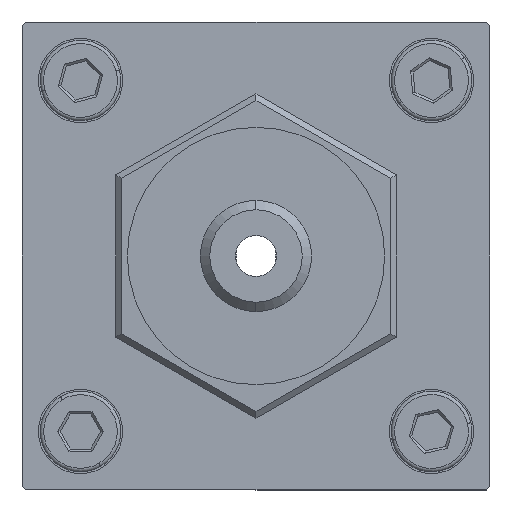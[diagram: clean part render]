
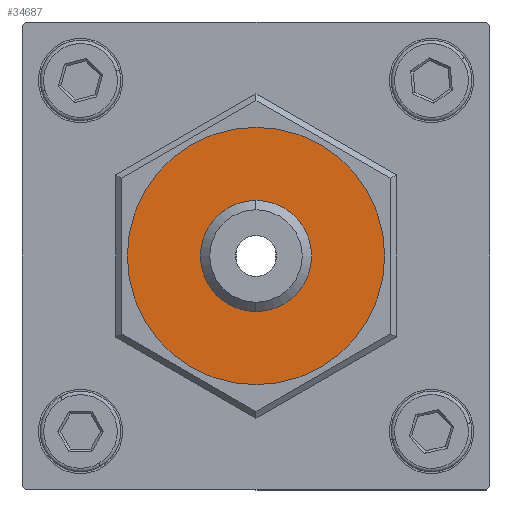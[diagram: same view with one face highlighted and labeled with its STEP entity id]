
A CAD part, front view. The second image highlights one B-rep face of the part: STEP entity #34687.
In plain terms, the highlighted planar face has unit normal (0, -1, 0).
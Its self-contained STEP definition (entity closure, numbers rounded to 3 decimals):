
#53 = FACE_OUTER_BOUND ( 'NONE', #4426, .T. ) ;
#640 = CARTESIAN_POINT ( 'NONE',  ( 0., -12., 11. ) ) ;
#1519 = ORIENTED_EDGE ( 'NONE', *, *, #15024, .F. ) ;
#1971 = EDGE_CURVE ( 'NONE', #8617, #30361, #4224, .T. ) ;
#2086 = DIRECTION ( 'NONE',  ( 0., 0., -1. ) ) ;
#2400 = PLANE ( 'NONE',  #14697 ) ;
#2590 = DIRECTION ( 'NONE',  ( 0., -1., 0. ) ) ;
#4070 = DIRECTION ( 'NONE',  ( 0., -1., 0. ) ) ;
#4224 = CIRCLE ( 'NONE', #12998, 11. ) ;
#4426 = EDGE_LOOP ( 'NONE', ( #27449, #6200 ) ) ;
#4547 = DIRECTION ( 'NONE',  ( 0., -1., 0. ) ) ;
#4753 = CIRCLE ( 'NONE', #27413, 11. ) ;
#6200 = ORIENTED_EDGE ( 'NONE', *, *, #20440, .T. ) ;
#6269 = CIRCLE ( 'NONE', #23680, 4.75 ) ;
#7771 = VERTEX_POINT ( 'NONE', #22658 ) ;
#8180 = CARTESIAN_POINT ( 'NONE',  ( 12., -12., -6.928 ) ) ;
#8617 = VERTEX_POINT ( 'NONE', #27711 ) ;
#9689 = EDGE_CURVE ( 'NONE', #27734, #7771, #17421, .T. ) ;
#10279 = DIRECTION ( 'NONE',  ( 0., 0., -1. ) ) ;
#10486 = AXIS2_PLACEMENT_3D ( 'NONE', #19274, #4547, #20122 ) ;
#12998 = AXIS2_PLACEMENT_3D ( 'NONE', #24048, #4070, #10279 ) ;
#13576 = DIRECTION ( 'NONE',  ( 0., -1., 0. ) ) ;
#14007 = DIRECTION ( 'NONE',  ( 0., 0., -1. ) ) ;
#14643 = EDGE_LOOP ( 'NONE', ( #30887, #1519 ) ) ;
#14697 = AXIS2_PLACEMENT_3D ( 'NONE', #8180, #2590, #18764 ) ;
#15024 = EDGE_CURVE ( 'NONE', #7771, #27734, #6269, .T. ) ;
#16200 = CARTESIAN_POINT ( 'NONE',  ( 0., -12., 4.75 ) ) ;
#17421 = CIRCLE ( 'NONE', #10486, 4.75 ) ;
#18764 = DIRECTION ( 'NONE',  ( 0., 0., -1. ) ) ;
#19274 = CARTESIAN_POINT ( 'NONE',  ( 0., -12., 0. ) ) ;
#20122 = DIRECTION ( 'NONE',  ( 0., 0., -1. ) ) ;
#20440 = EDGE_CURVE ( 'NONE', #30361, #8617, #4753, .T. ) ;
#22193 = FACE_BOUND ( 'NONE', #14643, .T. ) ;
#22658 = CARTESIAN_POINT ( 'NONE',  ( 0., -12., -4.75 ) ) ;
#23680 = AXIS2_PLACEMENT_3D ( 'NONE', #32678, #33198, #14007 ) ;
#24048 = CARTESIAN_POINT ( 'NONE',  ( 0., -12., 0. ) ) ;
#27300 = CARTESIAN_POINT ( 'NONE',  ( 0., -12., 0. ) ) ;
#27413 = AXIS2_PLACEMENT_3D ( 'NONE', #27300, #13576, #2086 ) ;
#27449 = ORIENTED_EDGE ( 'NONE', *, *, #1971, .T. ) ;
#27711 = CARTESIAN_POINT ( 'NONE',  ( 0., -12., -11. ) ) ;
#27734 = VERTEX_POINT ( 'NONE', #16200 ) ;
#30361 = VERTEX_POINT ( 'NONE', #640 ) ;
#30887 = ORIENTED_EDGE ( 'NONE', *, *, #9689, .F. ) ;
#32678 = CARTESIAN_POINT ( 'NONE',  ( 0., -12., 0. ) ) ;
#33198 = DIRECTION ( 'NONE',  ( 0., -1., 0. ) ) ;
#34687 = ADVANCED_FACE ( 'NONE', ( #22193, #53 ), #2400, .T. ) ;
